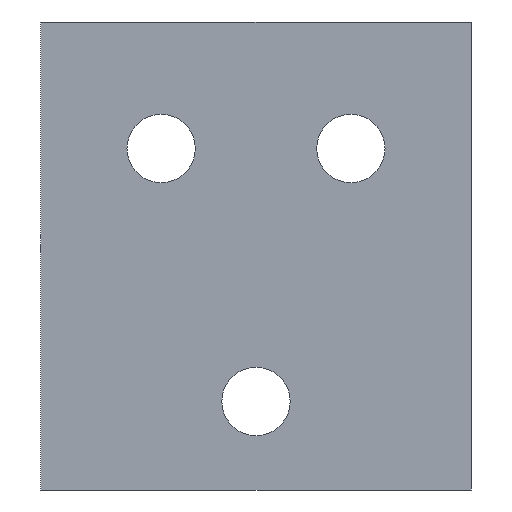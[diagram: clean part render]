
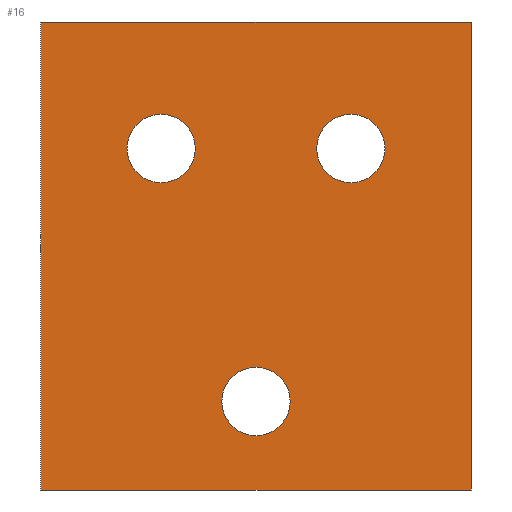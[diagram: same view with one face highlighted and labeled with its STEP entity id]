
A CAD part, front view. The second image highlights one B-rep face of the part: STEP entity #16.
In plain terms, the highlighted planar face has unit normal (0, -1, 0).
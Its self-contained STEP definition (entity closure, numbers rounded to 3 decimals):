
#6 = CIRCLE ( 'NONE', #55, 2.7 ) ;
#7 = FACE_BOUND ( 'NONE', #196, .T. ) ;
#12 = CARTESIAN_POINT ( 'NONE',  ( -18.825, 0., -20.924 ) ) ;
#16 = ADVANCED_FACE ( 'NONE', ( #304, #309, #440, #7 ), #183, .T. ) ;
#19 = EDGE_LOOP ( 'NONE', ( #245, #242 ) ) ;
#29 = CARTESIAN_POINT ( 'NONE',  ( -1.825, 0., 9.076 ) ) ;
#31 = CARTESIAN_POINT ( 'NONE',  ( -18.825, 0., -23.624 ) ) ;
#35 = CIRCLE ( 'NONE', #547, 2.7 ) ;
#36 = AXIS2_PLACEMENT_3D ( 'NONE', #12, #102, #62 ) ;
#43 = VERTEX_POINT ( 'NONE', #345 ) ;
#47 = LINE ( 'NONE', #395, #501 ) ;
#53 = DIRECTION ( 'NONE',  ( 0., -1., 0. ) ) ;
#55 = AXIS2_PLACEMENT_3D ( 'NONE', #78, #76, #418 ) ;
#58 = ORIENTED_EDGE ( 'NONE', *, *, #491, .T. ) ;
#60 = CARTESIAN_POINT ( 'NONE',  ( -11.325, 0., -3.624 ) ) ;
#62 = DIRECTION ( 'NONE',  ( 0., 0., 1. ) ) ;
#66 = LINE ( 'NONE', #369, #353 ) ;
#73 = EDGE_CURVE ( 'NONE', #43, #505, #265, .T. ) ;
#75 = ORIENTED_EDGE ( 'NONE', *, *, #457, .T. ) ;
#76 = DIRECTION ( 'NONE',  ( 0., 1., 0. ) ) ;
#78 = CARTESIAN_POINT ( 'NONE',  ( -26.325, 0., -0.924 ) ) ;
#81 = VECTOR ( 'NONE', #396, 1000. ) ;
#87 = ORIENTED_EDGE ( 'NONE', *, *, #346, .T. ) ;
#88 = DIRECTION ( 'NONE',  ( 0., 0., -1. ) ) ;
#96 = EDGE_CURVE ( 'NONE', #505, #447, #47, .T. ) ;
#101 = DIRECTION ( 'NONE',  ( -1., 0., 0. ) ) ;
#102 = DIRECTION ( 'NONE',  ( 0., 1., 0. ) ) ;
#104 = ORIENTED_EDGE ( 'NONE', *, *, #174, .F. ) ;
#105 = ORIENTED_EDGE ( 'NONE', *, *, #535, .F. ) ;
#109 = CIRCLE ( 'NONE', #400, 2.7 ) ;
#117 = DIRECTION ( 'NONE',  ( 0., 1., 0. ) ) ;
#120 = EDGE_LOOP ( 'NONE', ( #75, #58 ) ) ;
#150 = EDGE_CURVE ( 'NONE', #219, #507, #35, .T. ) ;
#156 = VECTOR ( 'NONE', #520, 1000. ) ;
#162 = VERTEX_POINT ( 'NONE', #534 ) ;
#174 = EDGE_CURVE ( 'NONE', #162, #43, #66, .T. ) ;
#180 = VERTEX_POINT ( 'NONE', #538 ) ;
#181 = CARTESIAN_POINT ( 'NONE',  ( -1.825, 0., 9.076 ) ) ;
#183 = PLANE ( 'NONE',  #187 ) ;
#187 = AXIS2_PLACEMENT_3D ( 'NONE', #474, #53, #88 ) ;
#192 = VERTEX_POINT ( 'NONE', #442 ) ;
#196 = EDGE_LOOP ( 'NONE', ( #87, #497 ) ) ;
#219 = VERTEX_POINT ( 'NONE', #431 ) ;
#222 = DIRECTION ( 'NONE',  ( 1., 0., 0. ) ) ;
#242 = ORIENTED_EDGE ( 'NONE', *, *, #150, .T. ) ;
#245 = ORIENTED_EDGE ( 'NONE', *, *, #531, .T. ) ;
#251 = ORIENTED_EDGE ( 'NONE', *, *, #96, .F. ) ;
#257 = ORIENTED_EDGE ( 'NONE', *, *, #73, .F. ) ;
#265 = LINE ( 'NONE', #429, #156 ) ;
#277 = CARTESIAN_POINT ( 'NONE',  ( -35.825, 0., 9.076 ) ) ;
#288 = CIRCLE ( 'NONE', #371, 2.7 ) ;
#293 = DIRECTION ( 'NONE',  ( 0., 0., -1. ) ) ;
#304 = FACE_BOUND ( 'NONE', #19, .T. ) ;
#309 = FACE_OUTER_BOUND ( 'NONE', #537, .T. ) ;
#345 = CARTESIAN_POINT ( 'NONE',  ( -35.825, 0., -27.924 ) ) ;
#346 = EDGE_CURVE ( 'NONE', #180, #533, #6, .T. ) ;
#353 = VECTOR ( 'NONE', #101, 1000. ) ;
#369 = CARTESIAN_POINT ( 'NONE',  ( -35.825, 0., -27.924 ) ) ;
#371 = AXIS2_PLACEMENT_3D ( 'NONE', #500, #117, #293 ) ;
#375 = VERTEX_POINT ( 'NONE', #31 ) ;
#395 = CARTESIAN_POINT ( 'NONE',  ( -35.825, 0., 9.076 ) ) ;
#396 = DIRECTION ( 'NONE',  ( 0., 0., -1. ) ) ;
#400 = AXIS2_PLACEMENT_3D ( 'NONE', #407, #404, #487 ) ;
#402 = DIRECTION ( 'NONE',  ( 0., 0., 1. ) ) ;
#404 = DIRECTION ( 'NONE',  ( 0., 1., 0. ) ) ;
#407 = CARTESIAN_POINT ( 'NONE',  ( -11.325, 0., -0.924 ) ) ;
#418 = DIRECTION ( 'NONE',  ( 0., 0., -1. ) ) ;
#420 = DIRECTION ( 'NONE',  ( 0., 0., 1. ) ) ;
#429 = CARTESIAN_POINT ( 'NONE',  ( -35.825, 0., 9.076 ) ) ;
#431 = CARTESIAN_POINT ( 'NONE',  ( -11.325, 0., 1.776 ) ) ;
#440 = FACE_BOUND ( 'NONE', #120, .T. ) ;
#442 = CARTESIAN_POINT ( 'NONE',  ( -18.825, 0., -18.224 ) ) ;
#443 = CIRCLE ( 'NONE', #36, 2.7 ) ;
#444 = LINE ( 'NONE', #181, #81 ) ;
#447 = VERTEX_POINT ( 'NONE', #29 ) ;
#453 = EDGE_CURVE ( 'NONE', #533, #180, #288, .T. ) ;
#457 = EDGE_CURVE ( 'NONE', #375, #192, #540, .T. ) ;
#464 = DIRECTION ( 'NONE',  ( 0., 1., 0. ) ) ;
#474 = CARTESIAN_POINT ( 'NONE',  ( 0., 0., 0. ) ) ;
#486 = CARTESIAN_POINT ( 'NONE',  ( -11.325, 0., -0.924 ) ) ;
#487 = DIRECTION ( 'NONE',  ( 0., 0., 1. ) ) ;
#491 = EDGE_CURVE ( 'NONE', #192, #375, #443, .T. ) ;
#493 = DIRECTION ( 'NONE',  ( 0., 1., 0. ) ) ;
#495 = AXIS2_PLACEMENT_3D ( 'NONE', #542, #464, #420 ) ;
#497 = ORIENTED_EDGE ( 'NONE', *, *, #453, .T. ) ;
#500 = CARTESIAN_POINT ( 'NONE',  ( -26.325, 0., -0.924 ) ) ;
#501 = VECTOR ( 'NONE', #222, 1000. ) ;
#505 = VERTEX_POINT ( 'NONE', #277 ) ;
#507 = VERTEX_POINT ( 'NONE', #60 ) ;
#520 = DIRECTION ( 'NONE',  ( 0., 0., 1. ) ) ;
#526 = CARTESIAN_POINT ( 'NONE',  ( -26.325, 0., 1.776 ) ) ;
#531 = EDGE_CURVE ( 'NONE', #507, #219, #109, .T. ) ;
#533 = VERTEX_POINT ( 'NONE', #526 ) ;
#534 = CARTESIAN_POINT ( 'NONE',  ( -1.825, 0., -27.924 ) ) ;
#535 = EDGE_CURVE ( 'NONE', #447, #162, #444, .T. ) ;
#537 = EDGE_LOOP ( 'NONE', ( #257, #104, #105, #251 ) ) ;
#538 = CARTESIAN_POINT ( 'NONE',  ( -26.325, 0., -3.624 ) ) ;
#540 = CIRCLE ( 'NONE', #495, 2.7 ) ;
#542 = CARTESIAN_POINT ( 'NONE',  ( -18.825, 0., -20.924 ) ) ;
#547 = AXIS2_PLACEMENT_3D ( 'NONE', #486, #493, #402 ) ;
